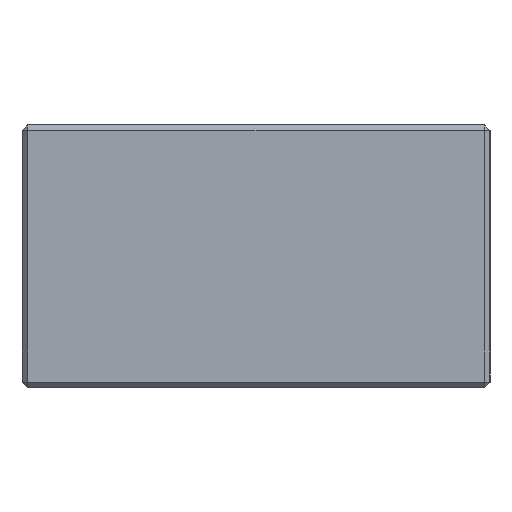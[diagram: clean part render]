
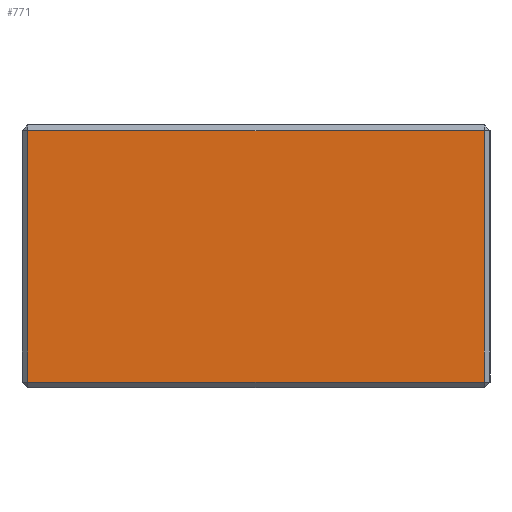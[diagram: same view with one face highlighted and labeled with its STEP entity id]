
A CAD part, left-side view. The second image highlights one B-rep face of the part: STEP entity #771.
In plain terms, the highlighted planar face has unit normal (-1, 0, 0).
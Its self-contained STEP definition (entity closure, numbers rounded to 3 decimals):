
#247 = DIRECTION ( 'NONE',  ( 0., 0., -1. ) ) ;
#355 = CARTESIAN_POINT ( 'NONE',  ( -0.8, 0.39, 0.01 ) ) ;
#771 = ADVANCED_FACE ( 'NONE', ( #5453 ), #2785, .F. ) ;
#835 = VERTEX_POINT ( 'NONE', #4126 ) ;
#1339 = CARTESIAN_POINT ( 'NONE',  ( -0.8, 0.39, 0.45 ) ) ;
#1351 = CARTESIAN_POINT ( 'NONE',  ( -0.8, -0.39, 0.01 ) ) ;
#1434 = ORIENTED_EDGE ( 'NONE', *, *, #4735, .T. ) ;
#1753 = CARTESIAN_POINT ( 'NONE',  ( -0.8, 0.39, 0.44 ) ) ;
#2302 = LINE ( 'NONE', #5854, #7606 ) ;
#2372 = EDGE_CURVE ( 'NONE', #2573, #4114, #2646, .T. ) ;
#2573 = VERTEX_POINT ( 'NONE', #1753 ) ;
#2646 = LINE ( 'NONE', #1339, #7194 ) ;
#2785 = PLANE ( 'NONE',  #4510 ) ;
#3366 = ORIENTED_EDGE ( 'NONE', *, *, #2372, .T. ) ;
#3379 = DIRECTION ( 'NONE',  ( 0., 1., 0. ) ) ;
#3441 = CARTESIAN_POINT ( 'NONE',  ( -0.8, -0.4, 0.45 ) ) ;
#4035 = EDGE_CURVE ( 'NONE', #835, #2573, #4762, .T. ) ;
#4114 = VERTEX_POINT ( 'NONE', #355 ) ;
#4126 = CARTESIAN_POINT ( 'NONE',  ( -0.8, -0.39, 0.44 ) ) ;
#4320 = EDGE_LOOP ( 'NONE', ( #3366, #1434, #8849, #8606 ) ) ;
#4510 = AXIS2_PLACEMENT_3D ( 'NONE', #3441, #6373, #247 ) ;
#4598 = EDGE_CURVE ( 'NONE', #5700, #835, #2302, .T. ) ;
#4735 = EDGE_CURVE ( 'NONE', #4114, #5700, #5932, .T. ) ;
#4762 = LINE ( 'NONE', #8219, #5635 ) ;
#5052 = DIRECTION ( 'NONE',  ( 0., 0., 1. ) ) ;
#5453 = FACE_OUTER_BOUND ( 'NONE', #4320, .T. ) ;
#5635 = VECTOR ( 'NONE', #3379, 1000. ) ;
#5700 = VERTEX_POINT ( 'NONE', #1351 ) ;
#5712 = DIRECTION ( 'NONE',  ( 0., -1., 0. ) ) ;
#5854 = CARTESIAN_POINT ( 'NONE',  ( -0.8, -0.39, 0.45 ) ) ;
#5932 = LINE ( 'NONE', #8000, #8265 ) ;
#5999 = DIRECTION ( 'NONE',  ( 0., 0., -1. ) ) ;
#6373 = DIRECTION ( 'NONE',  ( 1., 0., 0. ) ) ;
#7194 = VECTOR ( 'NONE', #5999, 1000. ) ;
#7606 = VECTOR ( 'NONE', #5052, 1000. ) ;
#8000 = CARTESIAN_POINT ( 'NONE',  ( -0.8, -0.4, 0.01 ) ) ;
#8219 = CARTESIAN_POINT ( 'NONE',  ( -0.8, 0.4, 0.44 ) ) ;
#8265 = VECTOR ( 'NONE', #5712, 1000. ) ;
#8606 = ORIENTED_EDGE ( 'NONE', *, *, #4035, .T. ) ;
#8849 = ORIENTED_EDGE ( 'NONE', *, *, #4598, .T. ) ;
